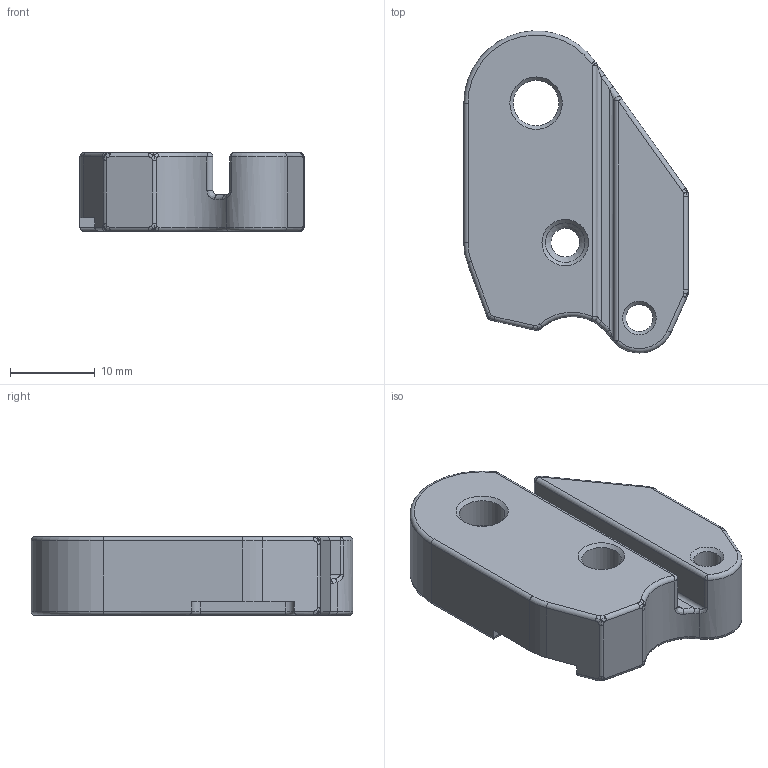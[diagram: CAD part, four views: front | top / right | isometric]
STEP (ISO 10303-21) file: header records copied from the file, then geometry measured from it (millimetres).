
FILE_DESCRIPTION(/* description */ (''),/* implementation_level */ '2;1');
FILE_NAME(/* name */ 'x_hall_sensor_mount.step',/* time_stamp */ '2021-01-31T11:36:50+10:00',/* author */ (''),/* organization */ (''),/* preprocessor_version */ 'ST-DEVELOPER v18.1',/* originating_system */ 'Autodesk Translation Framework v9.7.1.1290',/* authorisation */ '');
FILE_SCHEMA (('AUTOMOTIVE_DESIGN { 1 0 10303 214 3 1 1 }'));
Length unit declared in the file: millimetre
Products named in the file (1): Eddies V1.8 Master Model
Bounding box: 26.55 x 38.09 x 9.31 mm (x, y, z)
Volume: 5462 mm3; surface area: 3235 mm2
Topology: 1 solids, 1 shells, 159 faces, 382 edges, 227 vertices
Faces by surface type: bspline 55, cylinder 54, plane 24, torus 13, sphere 9, cone 4
Full cylindrical faces by diameter (mm): 3.2 x1, 3.4 x1, 4.7 x1, 5.4 x1, 5.7 x1, 10.5 x1
Entity records: 7166 total; most frequent: CARTESIAN_POINT 3451, ORIENTED_EDGE 764, DIRECTION 734, EDGE_CURVE 382, AXIS2_PLACEMENT_3D 310, VERTEX_POINT 227, CIRCLE 198, EDGE_LOOP 167
